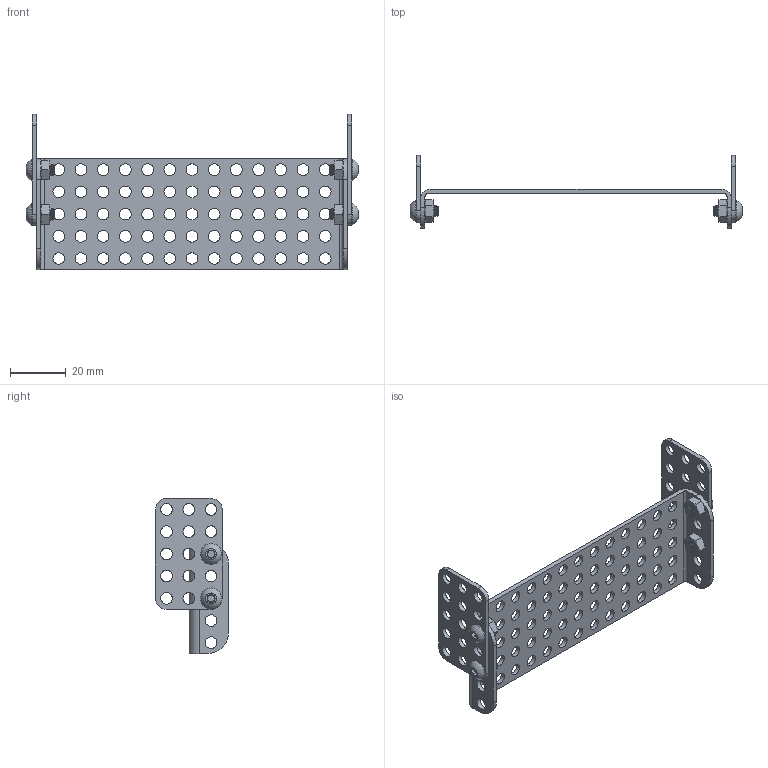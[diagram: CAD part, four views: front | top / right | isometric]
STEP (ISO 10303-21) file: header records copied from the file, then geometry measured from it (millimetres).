
FILE_DESCRIPTION( ( '' ), ' ' );
FILE_NAME( '5e2f037b63b34e1561f16448.step', '2020-01-27T15:36:27', ( '' ), ( '' ), ' ', ' ', ' ' );
FILE_SCHEMA( ( 'AUTOMOTIVE_DESIGN { 1 0 10303 214 1 1 1 1 }' ) );
Length unit declared in the file: metre
Products named in the file (5): Assem1; 2802-0004-0008; 2801-0004-0032; 04-0305 3x5 Gusset Plate; 05-0513 5x13 Flanged Plate
Assembly tree (11 placements, depth 2):
  Assem1
    2802-0004-0008  x4
    2801-0004-0032  x4
    04-0305 3x5 Gusset Plate  x2
    05-0513 5x13 Flanged Plate
Bounding box: 119.6 x 26.3 x 55.92 mm (x, y, z)
Volume: 10166.2 mm3; surface area: 16597.6 mm2
Topology: 11 solids, 11 shells, 339 faces, 1176 edges, 871 vertices
Faces by surface type: cylinder 141, plane 94, cone 84, bspline 16, sphere 4
Full cylindrical faces by diameter (mm): 4.2 x105, 7.6 x4
Entity records: 10205 total; most frequent: CARTESIAN_POINT 4180, ORIENTED_EDGE 910, DIRECTION 798, EDGE_CURVE 455, EDGE_LOOP 444, VERTEX_POINT 391, AXIS2_PLACEMENT_3D 374, FACE_OUTER_BOUND 258
